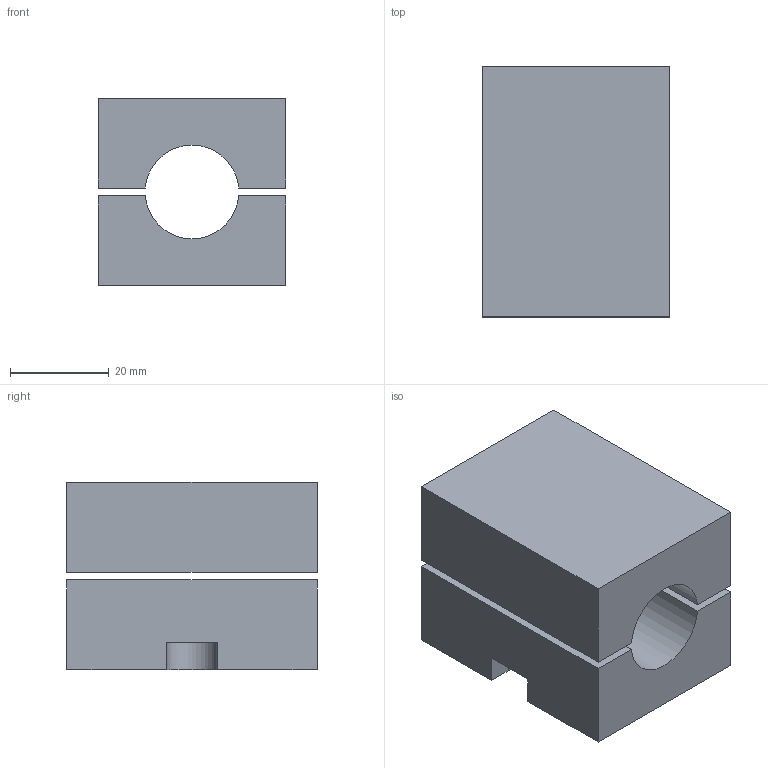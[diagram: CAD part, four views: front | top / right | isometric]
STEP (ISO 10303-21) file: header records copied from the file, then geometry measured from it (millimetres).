
FILE_DESCRIPTION (( 'STEP AP214' ), '1' );
FILE_NAME ('FT4004.STEP', '2025-06-02T18:50:16', ( '' ), ( '' ), 'SwSTEP 2.0', 'SolidWorks 2023', '' );
FILE_SCHEMA (( 'AUTOMOTIVE_DESIGN' ));
Length unit declared in the file: inch
Products named in the file (1): FT4004
Bounding box: 38.1 x 50.8 x 38.1 mm (x, y, z)
Volume: 55655.3 mm3; surface area: 15773.3 mm2
Topology: 2 solids, 2 shells, 96 faces, 260 edges, 170 vertices
Faces by surface type: cylinder 62, plane 26, bspline 8
Entity records: 8547 total; most frequent: CARTESIAN_POINT 6448, ORIENTED_EDGE 520, DIRECTION 340, EDGE_CURVE 260, VERTEX_POINT 170, VECTOR 114, LINE 114, AXIS2_PLACEMENT_3D 113
